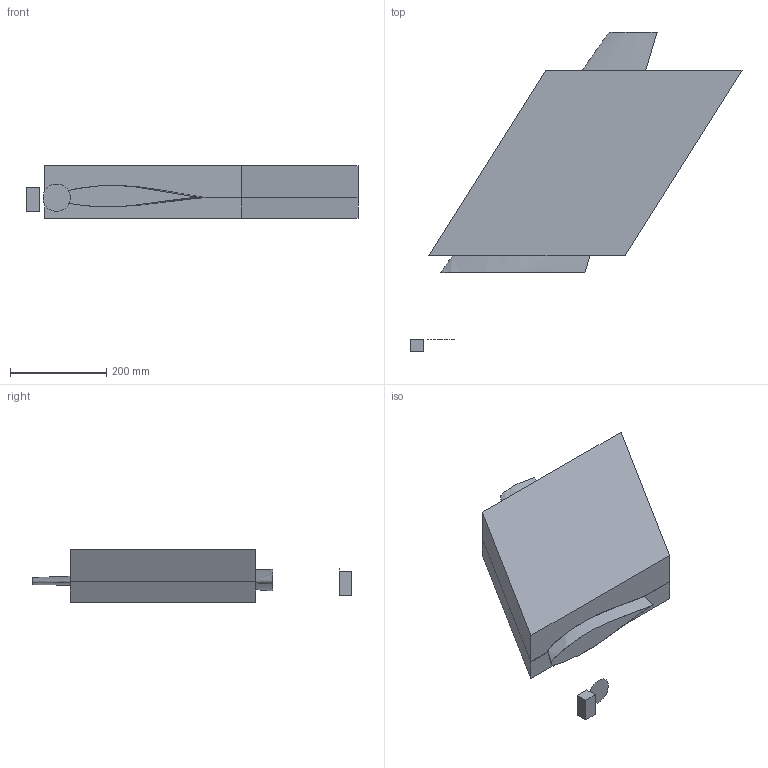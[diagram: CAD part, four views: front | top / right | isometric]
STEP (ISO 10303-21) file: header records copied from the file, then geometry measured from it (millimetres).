
FILE_DESCRIPTION(/* description */ ('STEP AP214'),/* implementation_level */ '2;1');
FILE_NAME(/* name */ '6673bd67f28c3975dbb7c6e3',/* time_stamp */ '2024-06-20T05:26:01Z',/* author */ (''),/* organization */ (''),/* preprocessor_version */ 'ST-DEVELOPER v20',/* originating_system */ ' ',/* authorisation */ ' ');
FILE_SCHEMA (('AUTOMOTIVE_DESIGN {1 0 10303 214 3 1 1}'));
Length unit declared in the file: metre
Products named in the file (22): Surface 6; Part 3; Part 2; Curve 12; Surface 4; Surface 5; Curve 11; Curve 10; Curve 9; Curve 8; Curve 7; Curve 6; Curve 5; Curve 4; Curve 3; Curve 2; Curve 13; Curve 1; Surface 3; Part 1; Surface 2; Surface 1
Bounding box: 690.39 x 665 x 110.03 mm (x, y, z)
Volume: 17355519.3 mm3; surface area: 1340584.6 mm2
Topology: 3 solids, 9 shells, 25 faces, 70 edges, 57 vertices
Faces by surface type: plane 21, bspline 4
Entity records: 9958 total; most frequent: CARTESIAN_POINT 8795, DIRECTION 128, ORIENTED_EDGE 94, EDGE_CURVE 55, AXIS2_PLACEMENT_3D 44, VERTEX_POINT 42, LINE 40, VECTOR 40
